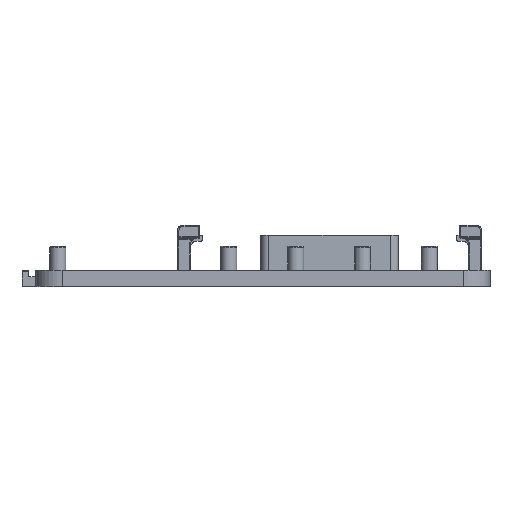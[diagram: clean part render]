
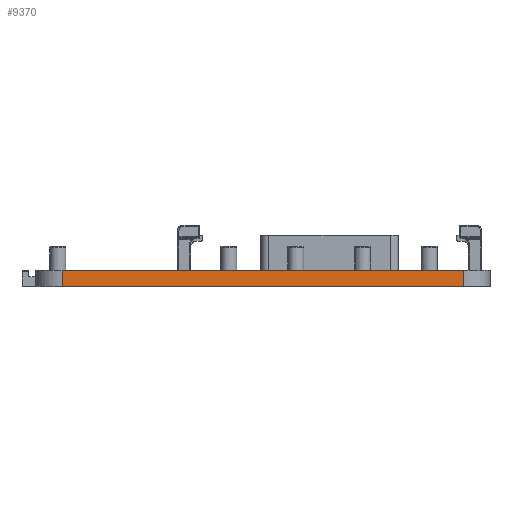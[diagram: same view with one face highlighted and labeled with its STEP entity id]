
A CAD part, top view. The second image highlights one B-rep face of the part: STEP entity #9370.
In plain terms, the highlighted planar face has unit normal (0, 0, 1).
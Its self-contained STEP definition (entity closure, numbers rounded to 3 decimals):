
#1320=FACE_OUTER_BOUND('',#1912,.T.);
#1912=EDGE_LOOP('',(#6417,#6418,#6419,#6420));
#2525=LINE('',#13569,#3200);
#2567=LINE('',#13677,#3242);
#2568=LINE('',#13681,#3243);
#2569=LINE('',#13682,#3244);
#3200=VECTOR('',#11003,10.);
#3242=VECTOR('',#11093,10.);
#3243=VECTOR('',#11098,10.);
#3244=VECTOR('',#11099,10.);
#3878=VERTEX_POINT('',#13566);
#3879=VERTEX_POINT('',#13568);
#3921=VERTEX_POINT('',#13676);
#3922=VERTEX_POINT('',#13680);
#4830=EDGE_CURVE('',#3878,#3879,#2525,.T.);
#4886=EDGE_CURVE('',#3921,#3879,#2567,.T.);
#4888=EDGE_CURVE('',#3878,#3922,#2568,.T.);
#4889=EDGE_CURVE('',#3921,#3922,#2569,.T.);
#6417=ORIENTED_EDGE('',*,*,#4886,.T.);
#6418=ORIENTED_EDGE('',*,*,#4830,.F.);
#6419=ORIENTED_EDGE('',*,*,#4888,.T.);
#6420=ORIENTED_EDGE('',*,*,#4889,.F.);
#9190=PLANE('',#10001);
#9370=ADVANCED_FACE('',(#1320),#9190,.T.);
#10001=AXIS2_PLACEMENT_3D('',#13679,#11096,#11097);
#11003=DIRECTION('',(1.,0.,0.));
#11093=DIRECTION('',(0.,1.,0.));
#11096=DIRECTION('center_axis',(0.,0.,1.));
#11097=DIRECTION('ref_axis',(1.,0.,0.));
#11098=DIRECTION('',(0.,-1.,0.));
#11099=DIRECTION('',(-1.,0.,0.));
#13566=CARTESIAN_POINT('',(-100.,5.,80.));
#13568=CARTESIAN_POINT('',(50.,5.,80.));
#13569=CARTESIAN_POINT('',(-100.,5.,80.));
#13676=CARTESIAN_POINT('',(50.,-1.,80.));
#13677=CARTESIAN_POINT('',(50.,0.,80.));
#13679=CARTESIAN_POINT('Origin',(-100.,0.,80.));
#13680=CARTESIAN_POINT('',(-100.,-1.,80.));
#13681=CARTESIAN_POINT('',(-100.,0.,80.));
#13682=CARTESIAN_POINT('',(-100.,-1.,80.));
